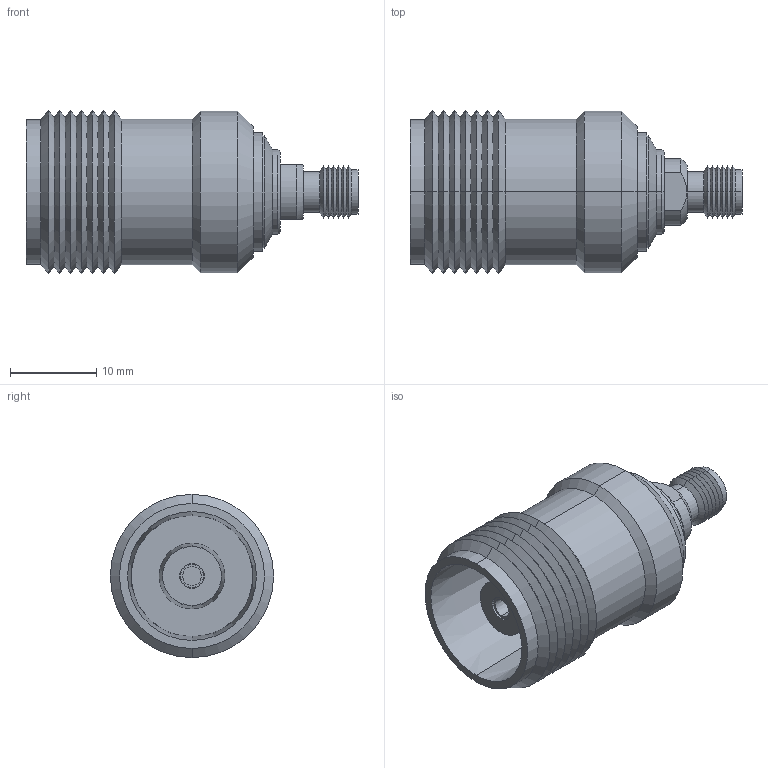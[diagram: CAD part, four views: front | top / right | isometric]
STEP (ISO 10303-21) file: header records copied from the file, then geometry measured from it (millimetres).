
FILE_DESCRIPTION (( 'STEP AP214' ), '1' );
FILE_NAME ('PE9255_3D.STEP', '2022-03-30T21:04:11', ( '' ), ( '' ), 'SwSTEP 2.0', 'SolidWorks 2021', '' );
FILE_SCHEMA (( 'AUTOMOTIVE_DESIGN' ));
Length unit declared in the file: inch
Products named in the file (1): PE9255_3D
Bounding box: 38.54 x 18.94 x 18.94 mm (x, y, z)
Volume: 5180.4 mm3; surface area: 3576.7 mm2
Topology: 1 solids, 1 shells, 125 faces, 254 edges, 141 vertices
Faces by surface type: cone 82, cylinder 28, plane 15
Entity records: 3272 total; most frequent: DIRECTION 634, CARTESIAN_POINT 547, ORIENTED_EDGE 504, AXIS2_PLACEMENT_3D 260, EDGE_CURVE 252, VERTEX_POINT 141, EDGE_LOOP 137, CIRCLE 134
